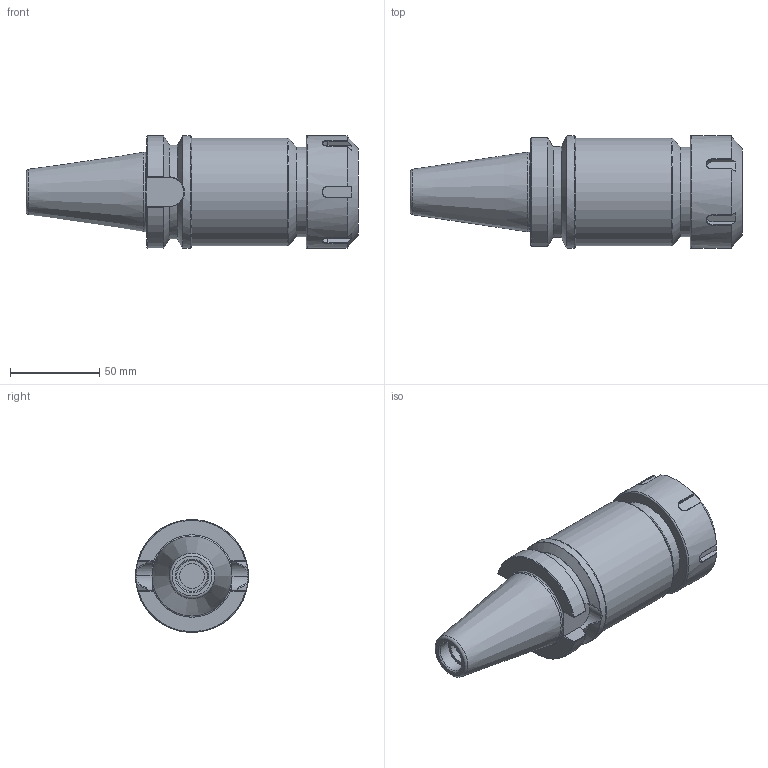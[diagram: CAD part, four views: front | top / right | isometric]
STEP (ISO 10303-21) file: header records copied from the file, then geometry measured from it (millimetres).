
FILE_DESCRIPTION(/* description */ (''),/* implementation_level */ '2;1');
FILE_NAME(/* name */ 'BT40-ER40-120-REV1.stp',/* time_stamp */ '2016-08-24T22:05:43-05:00',/* author */ ('Me'),/* organization */ (''),/* preprocessor_version */ 'ST-DEVELOPER v15.6',/* originating_system */ 'Autodesk Inventor 2015',/* authorisation */ '');
FILE_SCHEMA (('AUTOMOTIVE_DESIGN { 1 0 10303 214 3 1 1 }'));
Length unit declared in the file: centimetre
Products named in the file (1): BT40-ER40-120-REV1
Bounding box: 185.5 x 63 x 63 mm (x, y, z)
Volume: 383342.9 mm3; surface area: 40403.3 mm2
Topology: 1 solids, 1 shells, 122 faces, 338 edges, 222 vertices
Faces by surface type: plane 54, bspline 24, cylinder 21, torus 13, cone 10
Full cylindrical faces by diameter (mm): 13.843 x1, 17.15 x1, 44.45 x1, 50 x1, 60.325 x1, 62.992 x1, 63 x1
Entity records: 5100 total; most frequent: CARTESIAN_POINT 2303, ORIENTED_EDGE 630, DIRECTION 414, EDGE_CURVE 315, VERTEX_POINT 215, AXIS2_PLACEMENT_3D 156, EDGE_LOOP 142, STYLED_ITEM 123
